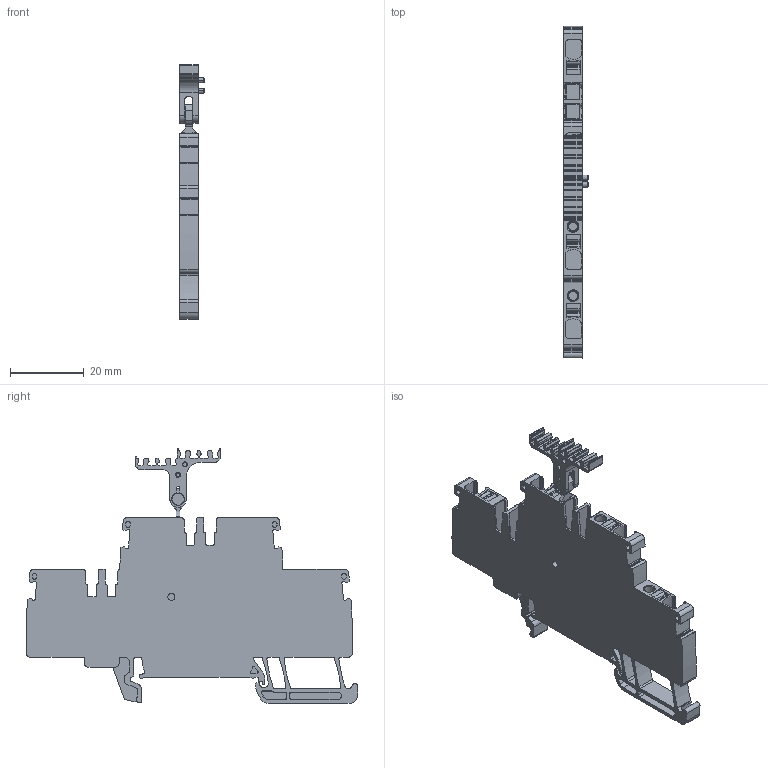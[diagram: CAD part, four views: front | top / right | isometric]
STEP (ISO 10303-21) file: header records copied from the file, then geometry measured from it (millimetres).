
FILE_DESCRIPTION(('CATIA V5 STEP Exchange','CAx-IF Rec.Pracs.--- Model Styling and Organization---1.5--- 2016-08-15','CAx-IF Rec.Pracs.---Supplemental Geometry---1.0---2011-11-01','CAx-IF Rec.Pracs.--- Composite Materials ---1.1---2010-07-15'),'2;1');
FILE_NAME ('238793-4_1', '2025-09-22T05:32:40+00:00', ('none'), ('Weidmueller'), 'CATIA Version 5-6 Release 2024 SP4', 'CATIA V5 STEP AP214 v3', 'none');
FILE_SCHEMA(('AUTOMOTIVE_DESIGN { 1 0 10303 214 1 1 1 1 }'));
Length unit declared in the file: millimetre
Products named in the file (1): 2581280000
Bounding box: 6.75 x 89.73 x 68.75 mm (x, y, z)
Volume: 12396.1 mm3; surface area: 12694.9 mm2
Topology: 7 solids, 7 shells, 1593 faces, 4514 edges, 2957 vertices
Faces by surface type: plane 815, cylinder 683, extrusion 44, cone 26, torus 19, sphere 6
Entity records: 48298 total; most frequent: CARTESIAN_POINT 9495, ORIENTED_EDGE 9016, DIRECTION 6409, EDGE_CURVE 4508, VECTOR 3037, LINE 2993, VERTEX_POINT 2957, AXIS2_PLACEMENT_3D 2355
